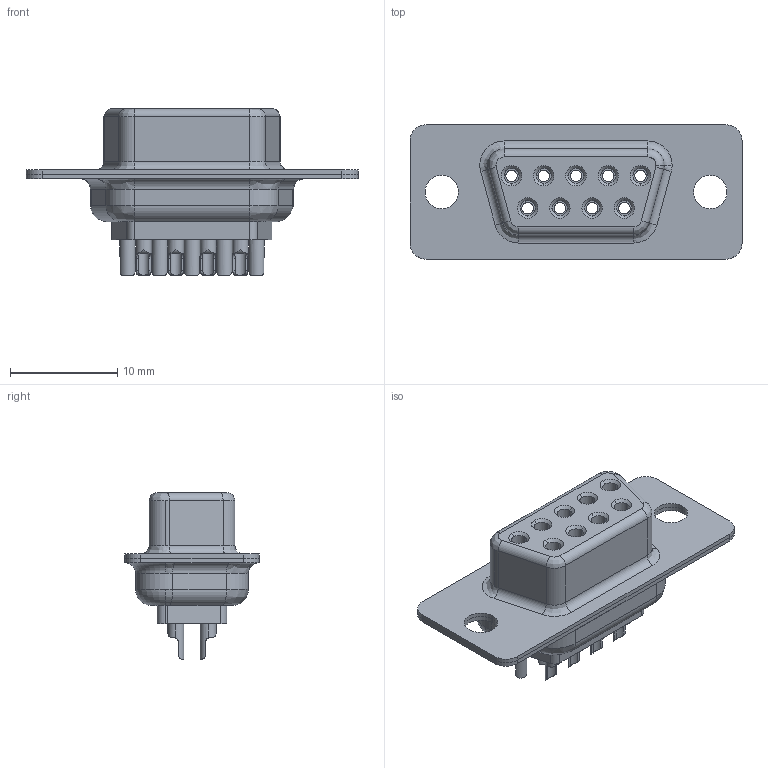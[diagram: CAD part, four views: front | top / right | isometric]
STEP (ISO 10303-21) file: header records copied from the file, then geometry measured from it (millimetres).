
FILE_DESCRIPTION (( 'STEP AP214' ), '1' );
FILE_NAME ('CONNECTOR DB_9.STEP', '2017-09-07T06:19:07', ( '' ), ( '' ), 'SwSTEP 2.0', 'SolidWorks 2014', '' );
FILE_SCHEMA (( 'AUTOMOTIVE_DESIGN' ));
Length unit declared in the file: millimetre
Products named in the file (5): Connector_1; H_F_Ba_1; I_F_Fr_1; H_F_Fr_1; CONNECTOR DB_9
Assembly tree (13 placements, depth 2):
  CONNECTOR DB_9
    H_F_Fr_1
    I_F_Fr_1  x2
    H_F_Ba_1
    Connector_1  x9
Bounding box: 30.9 x 12.5 x 15.5 mm (x, y, z)
Volume: 1668.8 mm3; surface area: 3531.1 mm2
Topology: 13 solids, 13 shells, 332 faces, 900 edges, 586 vertices
Faces by surface type: cylinder 175, plane 101, cone 36, bspline 16, torus 4
Entity records: 6178 total; most frequent: CARTESIAN_POINT 1513, DIRECTION 981, ORIENTED_EDGE 898, EDGE_CURVE 449, AXIS2_PLACEMENT_3D 386, VERTEX_POINT 284, CIRCLE 213, LINE 209
